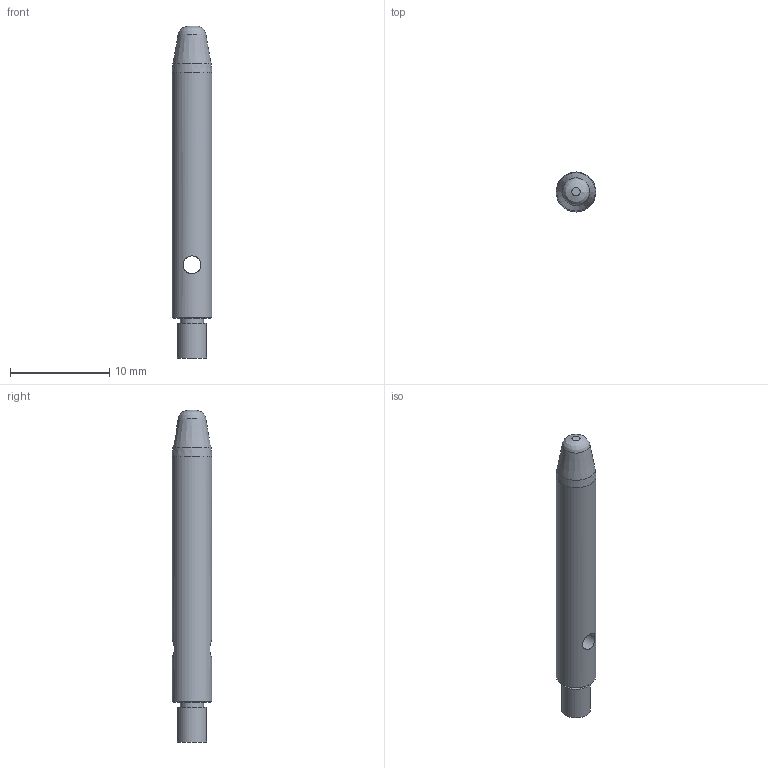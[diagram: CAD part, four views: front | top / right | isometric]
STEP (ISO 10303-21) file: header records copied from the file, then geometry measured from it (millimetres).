
FILE_DESCRIPTION(/* description */ (''),/* implementation_level */ '2;1');
FILE_NAME(/* name */ 'TC-DOCK-PIN-V6 1.1.step',/* time_stamp */ '2019-04-11T09:52:00+01:00',/* author */ ('gregY6MPL'),/* organization */ (''),/* preprocessor_version */ 'ST-DEVELOPER v18',/* originating_system */ 'Autodesk Translation Framework v8.2.0.1029',/* authorisation */ '');
FILE_SCHEMA (('AUTOMOTIVE_DESIGN { 1 0 10303 214 3 1 1 }'));
Length unit declared in the file: millimetre
Products named in the file (2): TC-DOCK-PIN-V6; Dock Pin
Assembly tree (1 placements, depth 2):
  TC-DOCK-PIN-V6
    Dock Pin
Bounding box: 4 x 4 x 33.5 mm (x, y, z)
Volume: 367.9 mm3; surface area: 432.3 mm2
Topology: 1 solids, 1 shells, 12 faces, 24 edges, 16 vertices
Faces by surface type: cylinder 4, plane 4, cone 2, bspline 2
Full cylindrical faces by diameter (mm): 1.8 x1, 2.35 x1, 2.927 x1, 4 x1
Entity records: 503 total; most frequent: CARTESIAN_POINT 174, DIRECTION 66, ORIENTED_EDGE 48, AXIS2_PLACEMENT_3D 30, EDGE_CURVE 24, CIRCLE 16, EDGE_LOOP 16, VERTEX_POINT 16
